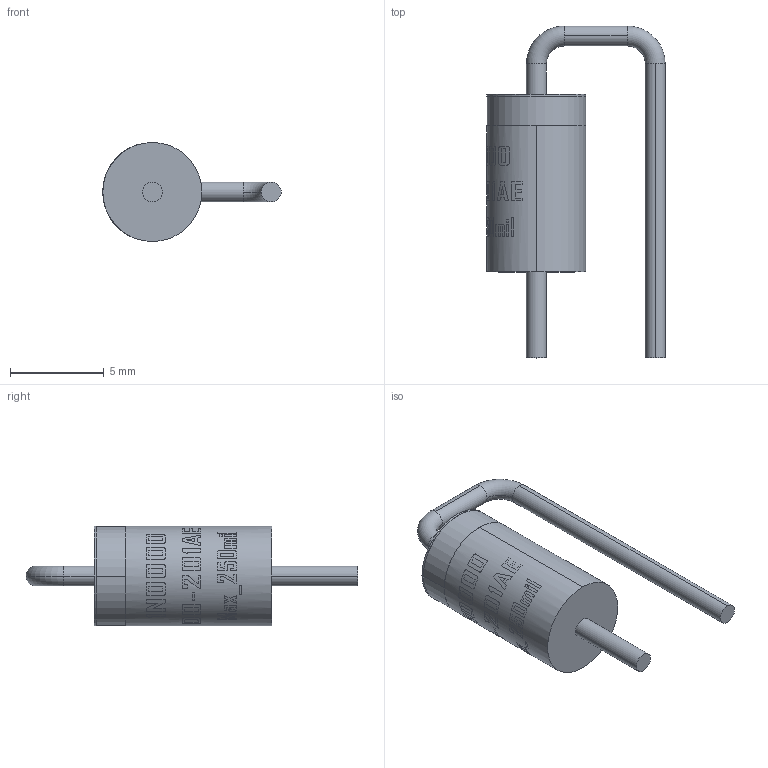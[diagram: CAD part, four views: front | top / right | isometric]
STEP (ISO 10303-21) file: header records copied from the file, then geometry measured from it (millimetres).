
FILE_DESCRIPTION (( 'STEP AP214' ), '1' );
FILE_NAME ('DO-201AE_Max_250mil_rev1.0.STEP', '2023-03-16T21:25:04', ( '' ), ( '' ), 'SwSTEP 2.0', 'SolidWorks 2020', '' );
FILE_SCHEMA (( 'AUTOMOTIVE_DESIGN' ));
Length unit declared in the file: millimetre
Products named in the file (1): DO-201AE_Max_250mil_rev1.0
Bounding box: 9.53 x 17.75 x 5.3 mm (x, y, z)
Volume: 236.1 mm3; surface area: 303.1 mm2
Topology: 1 solids, 1 shells, 59 faces, 338 edges, 320 vertices
Faces by surface type: cylinder 49, plane 6, torus 4
Entity records: 4936 total; most frequent: CARTESIAN_POINT 1450, ORIENTED_EDGE 676, DIRECTION 505, EDGE_CURVE 338, VERTEX_POINT 320, AXIS2_PLACEMENT_3D 197, CIRCLE 137, LINE 111
